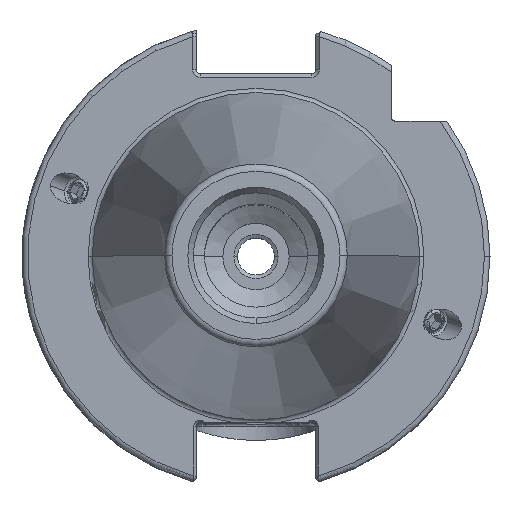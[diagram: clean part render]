
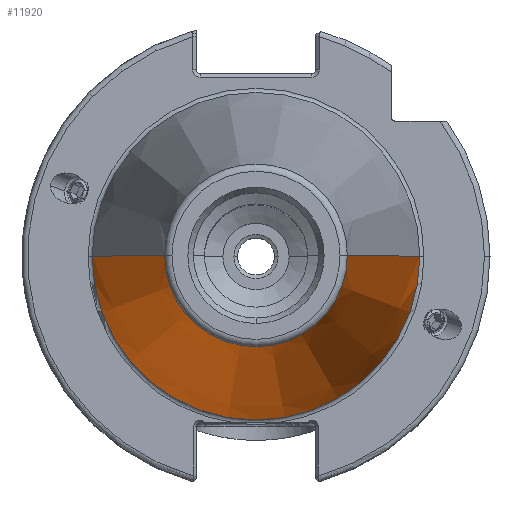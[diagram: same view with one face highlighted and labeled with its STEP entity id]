
A CAD part, top view. The second image highlights one B-rep face of the part: STEP entity #11920.
In plain terms, the highlighted conical face has half-angle 8.297 degrees and reference radius 12.397 mm.
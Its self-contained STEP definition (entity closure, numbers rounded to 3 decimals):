
#1059 = CIRCLE ( 'NONE', #13929, 12.397 ) ;
#1374 = AXIS2_PLACEMENT_3D ( 'NONE', #18173, #5687, #20321 ) ;
#2034 = ORIENTED_EDGE ( 'NONE', *, *, #14738, .T. ) ;
#2142 = LINE ( 'NONE', #22143, #23756 ) ;
#4666 = ORIENTED_EDGE ( 'NONE', *, *, #19496, .F. ) ;
#5112 = FACE_OUTER_BOUND ( 'NONE', #17050, .T. ) ;
#5687 = DIRECTION ( 'NONE',  ( 0., 0., 1. ) ) ;
#6933 = DIRECTION ( 'NONE',  ( -1., 0., 0. ) ) ;
#8050 = VERTEX_POINT ( 'NONE', #23460 ) ;
#8057 = CONICAL_SURFACE ( 'NONE', #12636, 12.397, 0.145 ) ;
#8286 = EDGE_CURVE ( 'NONE', #20746, #11402, #15110, .T. ) ;
#8908 = CARTESIAN_POINT ( 'NONE',  ( 0., 0., 67.394 ) ) ;
#9495 = DIRECTION ( 'NONE',  ( -0.144, 0., -0.99 ) ) ;
#11146 = EDGE_CURVE ( 'NONE', #8050, #11402, #26834, .T. ) ;
#11402 = VERTEX_POINT ( 'NONE', #11405 ) ;
#11405 = CARTESIAN_POINT ( 'NONE',  ( 22.225, 0., 0. ) ) ;
#11762 = VERTEX_POINT ( 'NONE', #12568 ) ;
#11920 = ADVANCED_FACE ( 'NONE', ( #5112 ), #8057, .T. ) ;
#12093 = DIRECTION ( 'NONE',  ( 0., 0., 1. ) ) ;
#12549 = ORIENTED_EDGE ( 'NONE', *, *, #11146, .F. ) ;
#12568 = CARTESIAN_POINT ( 'NONE',  ( -12.397, 0., 67.394 ) ) ;
#12636 = AXIS2_PLACEMENT_3D ( 'NONE', #8908, #19348, #6933 ) ;
#12775 = CARTESIAN_POINT ( 'NONE',  ( 12.397, 0., 67.394 ) ) ;
#13929 = AXIS2_PLACEMENT_3D ( 'NONE', #24684, #12093, #26775 ) ;
#14738 = EDGE_CURVE ( 'NONE', #11762, #20746, #2142, .T. ) ;
#15110 = CIRCLE ( 'NONE', #1374, 22.225 ) ;
#15631 = VECTOR ( 'NONE', #21032, 1000. ) ;
#17050 = EDGE_LOOP ( 'NONE', ( #12549, #4666, #2034, #25432 ) ) ;
#18173 = CARTESIAN_POINT ( 'NONE',  ( 0., 0., 0. ) ) ;
#19348 = DIRECTION ( 'NONE',  ( 0., 0., -1. ) ) ;
#19496 = EDGE_CURVE ( 'NONE', #11762, #8050, #1059, .T. ) ;
#20321 = DIRECTION ( 'NONE',  ( 1., 0., 0. ) ) ;
#20746 = VERTEX_POINT ( 'NONE', #23088 ) ;
#21032 = DIRECTION ( 'NONE',  ( 0.144, 0., -0.99 ) ) ;
#22143 = CARTESIAN_POINT ( 'NONE',  ( -12.397, 0., 67.394 ) ) ;
#23088 = CARTESIAN_POINT ( 'NONE',  ( -22.225, 0., 0. ) ) ;
#23460 = CARTESIAN_POINT ( 'NONE',  ( 12.397, 0., 67.394 ) ) ;
#23756 = VECTOR ( 'NONE', #9495, 1000. ) ;
#24684 = CARTESIAN_POINT ( 'NONE',  ( 0., 0., 67.394 ) ) ;
#25432 = ORIENTED_EDGE ( 'NONE', *, *, #8286, .T. ) ;
#26775 = DIRECTION ( 'NONE',  ( 1., 0., 0. ) ) ;
#26834 = LINE ( 'NONE', #12775, #15631 ) ;
